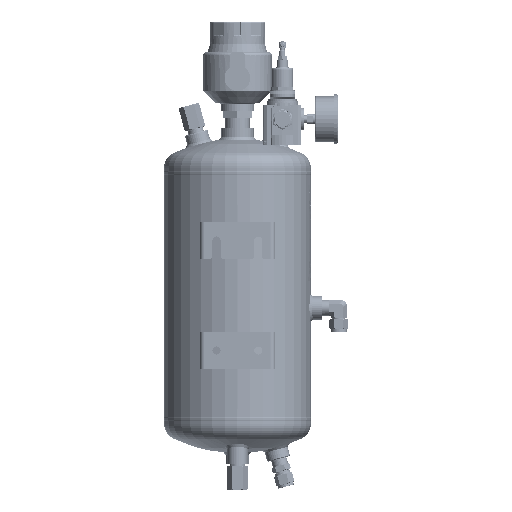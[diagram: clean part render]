
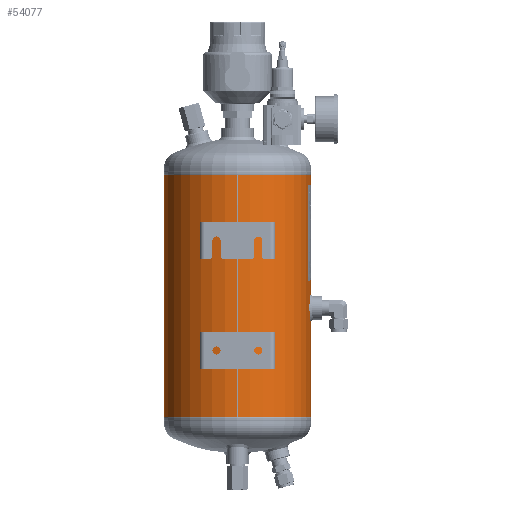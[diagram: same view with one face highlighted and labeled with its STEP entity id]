
A CAD part, left-side view. The second image highlights one B-rep face of the part: STEP entity #54077.
In plain terms, the highlighted cylindrical face has radius 100 mm (diameter 200 mm), a partial arc.
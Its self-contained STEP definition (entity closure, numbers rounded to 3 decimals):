
#3311=LINE('',#85949,#6753);
#3312=LINE('',#85954,#6754);
#3313=LINE('',#85958,#6755);
#3314=LINE('',#85962,#6756);
#6753=VECTOR('',#71150,1000.);
#6754=VECTOR('',#71153,1000.);
#6755=VECTOR('',#71156,1000.);
#6756=VECTOR('',#71159,1000.);
#10195=CIRCLE('',#65505,100.);
#10196=CIRCLE('',#65506,100.);
#10197=CIRCLE('',#65507,100.);
#10198=CIRCLE('',#65508,100.);
#12237=ORIENTED_EDGE('',*,*,#28517,.T.);
#12238=ORIENTED_EDGE('',*,*,#28518,.T.);
#12239=ORIENTED_EDGE('',*,*,#28519,.T.);
#12240=ORIENTED_EDGE('',*,*,#28520,.F.);
#12241=ORIENTED_EDGE('',*,*,#28521,.F.);
#12242=ORIENTED_EDGE('',*,*,#28522,.F.);
#12243=ORIENTED_EDGE('',*,*,#28523,.F.);
#12244=ORIENTED_EDGE('',*,*,#28524,.T.);
#12245=ORIENTED_EDGE('',*,*,#28525,.T.);
#12246=ORIENTED_EDGE('',*,*,#28526,.F.);
#12247=ORIENTED_EDGE('',*,*,#28527,.F.);
#28517=EDGE_CURVE('',#36657,#36657,#42300,.T.);
#28518=EDGE_CURVE('',#36658,#36658,#42301,.T.);
#28519=EDGE_CURVE('',#36659,#36659,#42302,.T.);
#28520=EDGE_CURVE('',#36660,#36661,#3311,.T.);
#28521=EDGE_CURVE('',#36662,#36660,#10195,.T.);
#28522=EDGE_CURVE('',#36663,#36662,#3312,.F.);
#28523=EDGE_CURVE('',#36664,#36663,#10196,.T.);
#28524=EDGE_CURVE('',#36664,#36665,#3313,.T.);
#28525=EDGE_CURVE('',#36665,#36666,#10197,.T.);
#28526=EDGE_CURVE('',#36667,#36666,#3314,.T.);
#28527=EDGE_CURVE('',#36661,#36667,#10198,.T.);
#36657=VERTEX_POINT('',#85924);
#36658=VERTEX_POINT('',#85936);
#36659=VERTEX_POINT('',#85948);
#36660=VERTEX_POINT('',#85950);
#36661=VERTEX_POINT('',#85951);
#36662=VERTEX_POINT('',#85953);
#36663=VERTEX_POINT('',#85955);
#36664=VERTEX_POINT('',#85957);
#36665=VERTEX_POINT('',#85959);
#36666=VERTEX_POINT('',#85961);
#36667=VERTEX_POINT('',#85963);
#42300=B_SPLINE_CURVE_WITH_KNOTS('',3,(#85905,#85906,#85907,#85908,#85909,
#85910,#85911,#85912,#85913,#85914,#85915,#85916,#85917,#85918,#85919,#85920,
#85921,#85922,#85923),.UNSPECIFIED.,.T.,.F.,(1,1,1,1,1,1,1,1,1,1,1,1,1,
1,1,1,1,1,1,1,1,1,1),(-0.018,-0.012,-0.006,
0.,0.006,0.012,0.018,0.023,
0.029,0.035,0.041,0.047,
0.053,0.059,0.065,0.07,
0.076,0.082,0.088,0.094,
0.1,0.106,0.112),.UNSPECIFIED.);
#42301=B_SPLINE_CURVE_WITH_KNOTS('',3,(#85925,#85926,#85927,#85928,#85929,
#85930,#85931,#85932,#85933,#85934,#85935),.UNSPECIFIED.,.T.,.F.,(1,1,1,
1,1,1,1,1,1,1,1,1,1,1,1),(-0.012,-0.008,-0.004,
0.,0.004,0.008,0.012,
0.016,0.02,0.023,0.027,
0.031,0.035,0.039,0.043),
 .UNSPECIFIED.);
#42302=B_SPLINE_CURVE_WITH_KNOTS('',3,(#85937,#85938,#85939,#85940,#85941,
#85942,#85943,#85944,#85945,#85946,#85947),.UNSPECIFIED.,.T.,.F.,(1,1,1,
1,1,1,1,1,1,1,1,1,1,1,1),(-0.012,-0.008,-0.004,
0.,0.004,0.008,0.012,
0.016,0.02,0.023,0.027,
0.031,0.035,0.039,0.043),
 .UNSPECIFIED.);
#44586=EDGE_LOOP('',(#12237));
#44587=EDGE_LOOP('',(#12238));
#44588=EDGE_LOOP('',(#12239));
#44589=EDGE_LOOP('',(#12240,#12241,#12242,#12243,#12244,#12245,#12246,#12247));
#48890=FACE_BOUND('',#44586,.T.);
#48891=FACE_BOUND('',#44587,.T.);
#48892=FACE_BOUND('',#44588,.T.);
#48893=FACE_BOUND('',#44589,.T.);
#53194=CYLINDRICAL_SURFACE('',#65504,100.);
#54077=ADVANCED_FACE('',(#48890,#48891,#48892,#48893),#53194,.T.);
#65504=AXIS2_PLACEMENT_3D('',#85904,#71148,#71149);
#65505=AXIS2_PLACEMENT_3D('',#85952,#71151,#71152);
#65506=AXIS2_PLACEMENT_3D('',#85956,#71154,#71155);
#65507=AXIS2_PLACEMENT_3D('',#85960,#71157,#71158);
#65508=AXIS2_PLACEMENT_3D('',#85964,#71160,#71161);
#71148=DIRECTION('',(0.,-1.,0.));
#71149=DIRECTION('',(0.,0.,-1.));
#71150=DIRECTION('',(0.,-1.,0.));
#71151=DIRECTION('',(0.,1.,0.));
#71152=DIRECTION('',(1.,0.,0.));
#71153=DIRECTION('',(0.,-1.,0.));
#71154=DIRECTION('',(0.,-1.,0.));
#71155=DIRECTION('',(1.,0.,0.));
#71156=DIRECTION('',(0.,-1.,0.));
#71157=DIRECTION('',(0.,1.,0.));
#71158=DIRECTION('',(1.,0.,0.));
#71159=DIRECTION('',(0.,-1.,0.));
#71160=DIRECTION('',(0.,-1.,0.));
#71161=DIRECTION('',(1.,0.,0.));
#85904=CARTESIAN_POINT('',(0.,330.,0.));
#85905=CARTESIAN_POINT('',(-98.994,187.429,14.208));
#85906=CARTESIAN_POINT('',(-98.806,181.503,15.395));
#85907=CARTESIAN_POINT('',(-98.993,175.608,14.214));
#85908=CARTESIAN_POINT('',(-99.436,170.625,10.88));
#85909=CARTESIAN_POINT('',(-99.878,167.295,5.9));
#85910=CARTESIAN_POINT('',(-100.061,166.117,0.009));
#85911=CARTESIAN_POINT('',(-99.879,167.288,-5.887));
#85912=CARTESIAN_POINT('',(-99.437,170.623,-10.879));
#85913=CARTESIAN_POINT('',(-98.992,175.61,-14.215));
#85914=CARTESIAN_POINT('',(-98.807,181.503,-15.391));
#85915=CARTESIAN_POINT('',(-98.992,187.396,-14.219));
#85916=CARTESIAN_POINT('',(-99.435,192.379,-10.892));
#85917=CARTESIAN_POINT('',(-99.877,195.718,-5.914));
#85918=CARTESIAN_POINT('',(-100.061,196.901,-0.013));
#85919=CARTESIAN_POINT('',(-99.878,195.728,5.889));
#85920=CARTESIAN_POINT('',(-99.437,192.395,10.874));
#85921=CARTESIAN_POINT('',(-98.994,187.429,14.208));
#85922=CARTESIAN_POINT('',(-98.806,181.503,15.395));
#85923=CARTESIAN_POINT('',(-98.993,175.608,14.214));
#85924=CARTESIAN_POINT('',(-98.869,181.508,15.));
#85925=CARTESIAN_POINT('',(3.922,158.915,-99.937));
#85926=CARTESIAN_POINT('',(-0.001,160.542,-100.031));
#85927=CARTESIAN_POINT('',(-3.918,158.916,-99.937));
#85928=CARTESIAN_POINT('',(-5.54,155.004,-99.844));
#85929=CARTESIAN_POINT('',(-3.921,151.083,-99.937));
#85930=CARTESIAN_POINT('',(-0.001,149.46,-100.031));
#85931=CARTESIAN_POINT('',(3.913,151.078,-99.938));
#85932=CARTESIAN_POINT('',(5.541,154.994,-99.844));
#85933=CARTESIAN_POINT('',(3.922,158.915,-99.937));
#85934=CARTESIAN_POINT('',(-0.001,160.542,-100.031));
#85935=CARTESIAN_POINT('',(-3.918,158.916,-99.937));
#85936=CARTESIAN_POINT('',(0.,160.,-100.));
#85937=CARTESIAN_POINT('',(3.922,48.915,-99.937));
#85938=CARTESIAN_POINT('',(-0.001,50.542,-100.031));
#85939=CARTESIAN_POINT('',(-3.918,48.916,-99.937));
#85940=CARTESIAN_POINT('',(-5.54,45.004,-99.844));
#85941=CARTESIAN_POINT('',(-3.921,41.083,-99.937));
#85942=CARTESIAN_POINT('',(-0.001,39.46,-100.031));
#85943=CARTESIAN_POINT('',(3.913,41.078,-99.938));
#85944=CARTESIAN_POINT('',(5.541,44.994,-99.844));
#85945=CARTESIAN_POINT('',(3.922,48.915,-99.937));
#85946=CARTESIAN_POINT('',(-0.001,50.542,-100.031));
#85947=CARTESIAN_POINT('',(-3.918,48.916,-99.937));
#85948=CARTESIAN_POINT('',(0.,50.,-100.));
#85949=CARTESIAN_POINT('',(-0.241,165.,100.));
#85950=CARTESIAN_POINT('',(-0.241,330.,100.));
#85951=CARTESIAN_POINT('',(-0.241,265.,100.));
#85952=CARTESIAN_POINT('',(0.,330.,0.));
#85953=CARTESIAN_POINT('',(0.241,330.,100.));
#85954=CARTESIAN_POINT('',(0.241,165.,100.));
#85955=CARTESIAN_POINT('',(0.241,265.,100.));
#85956=CARTESIAN_POINT('',(0.,265.,0.));
#85957=CARTESIAN_POINT('',(0.254,265.,100.));
#85958=CARTESIAN_POINT('',(0.254,265.,100.));
#85959=CARTESIAN_POINT('',(0.254,0.,100.));
#85960=CARTESIAN_POINT('',(0.,0.,0.));
#85961=CARTESIAN_POINT('',(-0.254,0.,100.));
#85962=CARTESIAN_POINT('',(-0.254,265.,100.));
#85963=CARTESIAN_POINT('',(-0.254,265.,100.));
#85964=CARTESIAN_POINT('',(0.,265.,0.));
